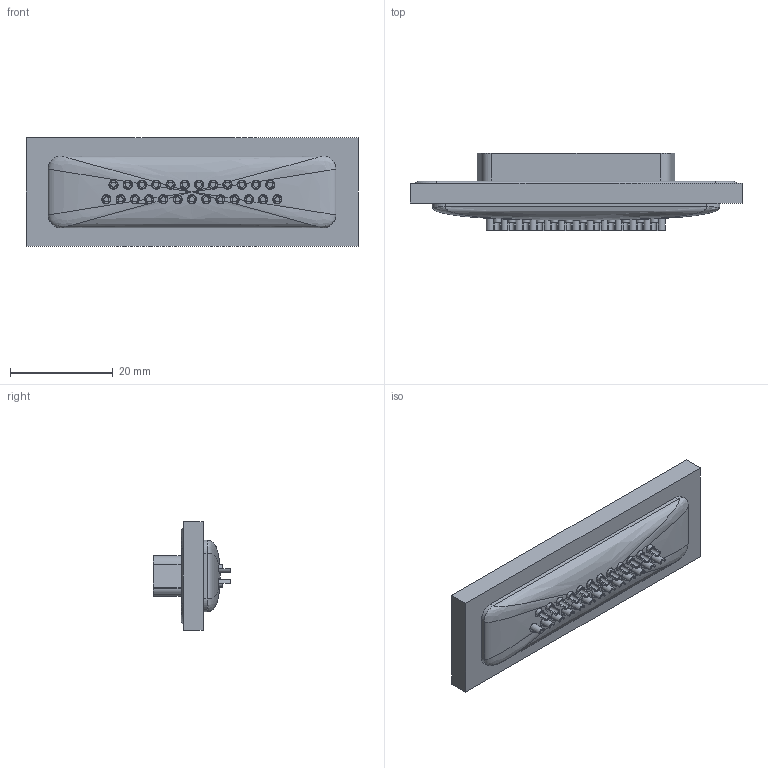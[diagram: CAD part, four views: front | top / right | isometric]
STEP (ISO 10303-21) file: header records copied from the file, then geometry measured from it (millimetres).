
FILE_DESCRIPTION (( 'STEP AP203' ), '1' );
FILE_NAME ('WPSD25S.STEP', '2006-07-20T15:50:00', ( 'L-COM' ), ( 'L-COM' ), 'SwSTEP 2.0', 'SolidWorks 2006004', '' );
FILE_SCHEMA (( 'CONFIG_CONTROL_DESIGN' ));
Length unit declared in the file: inch
Products named in the file (5): WPSD25-MA2; SD25S_With Clinch Nuts; WPSD25S; WPSD25; WPSD25P-MA1
Assembly tree (4 placements, depth 2):
  WPSD25S
    SD25S_With Clinch Nuts
    WPSD25P-MA1
    WPSD25-MA2
    WPSD25
Bounding box: 64.49 x 15.01 x 21.1 mm (x, y, z)
Volume: 7491.2 mm3; surface area: 9031.8 mm2
Topology: 4 solids, 4 shells, 682 faces, 1714 edges, 1051 vertices
Faces by surface type: cylinder 313, plane 251, cone 48, bspline 46, torus 24
Entity records: 28810 total; most frequent: CARTESIAN_POINT 12270, ORIENTED_EDGE 3396, DIRECTION 3253, EDGE_CURVE 1698, AXIS2_PLACEMENT_3D 1220, VERTEX_POINT 1051, VECTOR 813, LINE 813
